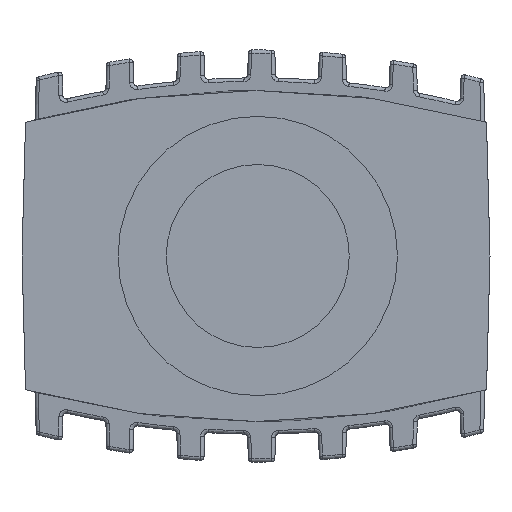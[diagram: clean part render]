
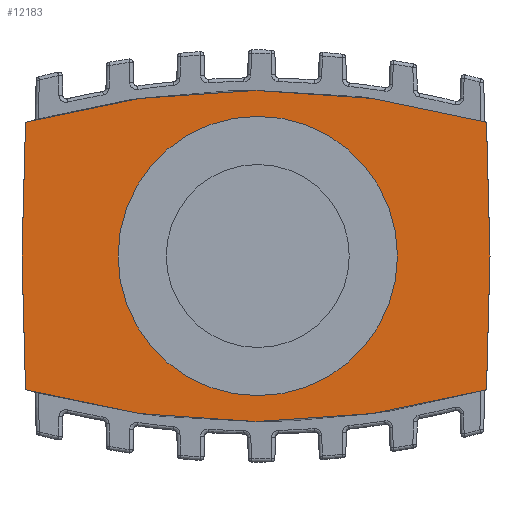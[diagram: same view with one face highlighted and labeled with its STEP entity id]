
A CAD part, front view. The second image highlights one B-rep face of the part: STEP entity #12183.
In plain terms, the highlighted planar face has unit normal (0, -1, 0).
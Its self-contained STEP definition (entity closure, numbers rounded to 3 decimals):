
#8265=CARTESIAN_POINT('',(32.748,0.,-19.153));
#8266=VERTEX_POINT('',#8265);
#8273=CARTESIAN_POINT('',(-33.248,0.,-19.153));
#8274=VERTEX_POINT('',#8273);
#8275=CARTESIAN_POINT('',(-0.25,0.,98.3));
#8276=DIRECTION('',(0.0,-1.0,0.0));
#8277=DIRECTION('',(-0.27,0.0,-0.963));
#8278=AXIS2_PLACEMENT_3D('',#8275,#8276,#8277);
#8279=CIRCLE('',#8278,122.);
#8280=EDGE_CURVE('',#8274,#8266,#8279,.T.);
#8307=CARTESIAN_POINT('',(18.038,0.,1.5));
#8308=VERTEX_POINT('',#8307);
#8315=CARTESIAN_POINT('',(18.038,0.,-1.5));
#8316=VERTEX_POINT('',#8315);
#8317=CARTESIAN_POINT('',(0.,0.,0.));
#8318=DIRECTION('',(0.0,1.0,0.0));
#8319=DIRECTION('',(0.997,0.0,0.083));
#8320=AXIS2_PLACEMENT_3D('',#8317,#8318,#8319);
#8321=CIRCLE('',#8320,18.1);
#8322=EDGE_CURVE('',#8316,#8308,#8321,.T.);
#11988=CARTESIAN_POINT('',(16.52,0.,-1.5));
#11989=VERTEX_POINT('',#11988);
#11996=CARTESIAN_POINT('',(16.52,0.,1.5));
#11997=VERTEX_POINT('',#11996);
#11998=CARTESIAN_POINT('',(16.52,0.,1.5));
#11999=DIRECTION('',(0.0,0.0,-1.0));
#12000=VECTOR('',#11999,3.);
#12001=LINE('',#11998,#12000);
#12002=EDGE_CURVE('',#11997,#11989,#12001,.T.);
#12114=CARTESIAN_POINT('',(18.038,0.,1.5));
#12115=DIRECTION('',(-1.0,0.0,0.0));
#12116=VECTOR('',#12115,1.517);
#12117=LINE('',#12114,#12116);
#12118=EDGE_CURVE('',#8308,#11997,#12117,.T.);
#12125=CARTESIAN_POINT('',(-0.25,0.,-4.512));
#12126=DIRECTION('',(0.0,-1.0,0.0));
#12127=DIRECTION('',(0.0,0.0,-1.0));
#12128=AXIS2_PLACEMENT_3D('',#12125,#12126,#12127);
#12129=PLANE('',#12128);
#12130=ORIENTED_EDGE('',*,*,#8280,.T.);
#12131=CARTESIAN_POINT('',(33.25,0.,0.));
#12132=VERTEX_POINT('',#12131);
#12133=CARTESIAN_POINT('',(32.748,0.,-19.153));
#12134=DIRECTION('',(0.026,0.,1.));
#12135=VECTOR('',#12134,19.159);
#12136=LINE('',#12133,#12135);
#12137=EDGE_CURVE('',#8266,#12132,#12136,.T.);
#12138=ORIENTED_EDGE('',*,*,#12137,.T.);
#12139=CARTESIAN_POINT('',(32.748,0.,19.153));
#12140=VERTEX_POINT('',#12139);
#12141=CARTESIAN_POINT('',(33.25,0.,0.));
#12142=DIRECTION('',(-0.026,0.,1.));
#12143=VECTOR('',#12142,19.159);
#12144=LINE('',#12141,#12143);
#12145=EDGE_CURVE('',#12132,#12140,#12144,.T.);
#12146=ORIENTED_EDGE('',*,*,#12145,.T.);
#12147=CARTESIAN_POINT('',(-33.248,0.,19.153));
#12148=VERTEX_POINT('',#12147);
#12149=CARTESIAN_POINT('',(-0.25,0.,-98.3));
#12150=DIRECTION('',(0.0,-1.0,0.0));
#12151=DIRECTION('',(0.27,0.0,0.963));
#12152=AXIS2_PLACEMENT_3D('',#12149,#12150,#12151);
#12153=CIRCLE('',#12152,122.);
#12154=EDGE_CURVE('',#12140,#12148,#12153,.T.);
#12155=ORIENTED_EDGE('',*,*,#12154,.T.);
#12156=CARTESIAN_POINT('',(-33.75,0.,0.));
#12157=VERTEX_POINT('',#12156);
#12158=CARTESIAN_POINT('',(-33.248,0.,19.153));
#12159=DIRECTION('',(-0.026,0.,-1.));
#12160=VECTOR('',#12159,19.159);
#12161=LINE('',#12158,#12160);
#12162=EDGE_CURVE('',#12148,#12157,#12161,.T.);
#12163=ORIENTED_EDGE('',*,*,#12162,.T.);
#12164=CARTESIAN_POINT('',(-33.75,0.,0.));
#12165=DIRECTION('',(0.026,0.,-1.));
#12166=VECTOR('',#12165,19.159);
#12167=LINE('',#12164,#12166);
#12168=EDGE_CURVE('',#12157,#8274,#12167,.T.);
#12169=ORIENTED_EDGE('',*,*,#12168,.T.);
#12170=EDGE_LOOP('',(#12130,#12138,#12146,#12155,#12163,#12169));
#12171=FACE_OUTER_BOUND('',#12170,.T.);
#12172=ORIENTED_EDGE('',*,*,#12002,.T.);
#12173=CARTESIAN_POINT('',(16.52,0.,-1.5));
#12174=DIRECTION('',(1.0,0.0,0.0));
#12175=VECTOR('',#12174,1.517);
#12176=LINE('',#12173,#12175);
#12177=EDGE_CURVE('',#11989,#8316,#12176,.T.);
#12178=ORIENTED_EDGE('',*,*,#12177,.T.);
#12179=ORIENTED_EDGE('',*,*,#8322,.T.);
#12180=ORIENTED_EDGE('',*,*,#12118,.T.);
#12181=EDGE_LOOP('',(#12172,#12178,#12179,#12180));
#12182=FACE_BOUND('',#12181,.T.);
#12183=ADVANCED_FACE('',(#12171,#12182),#12129,.T.);
